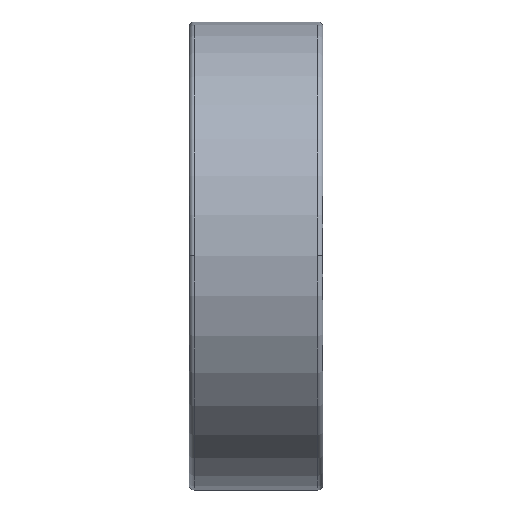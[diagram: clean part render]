
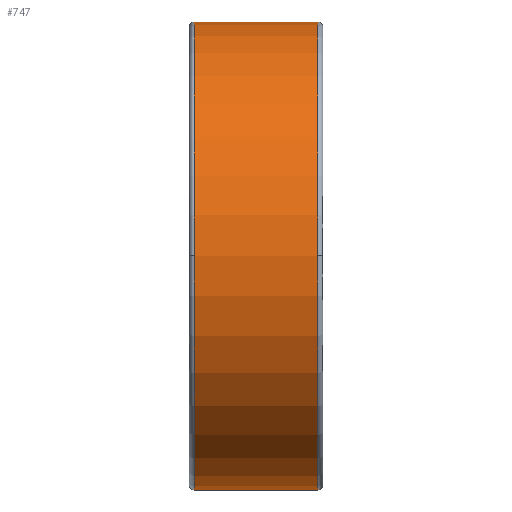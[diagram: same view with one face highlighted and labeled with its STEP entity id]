
A CAD part, top view. The second image highlights one B-rep face of the part: STEP entity #747.
In plain terms, the highlighted cylindrical face has radius 14 mm (diameter 28 mm), a partial arc.
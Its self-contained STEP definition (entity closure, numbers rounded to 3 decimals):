
#8 = EDGE_CURVE ( 'NONE', #721, #771, #626, .T. ) ;
#49 = CARTESIAN_POINT ( 'NONE',  ( 7.7, -14., 0. ) ) ;
#74 = ORIENTED_EDGE ( 'NONE', *, *, #889, .T. ) ;
#81 = FACE_OUTER_BOUND ( 'NONE', #709, .T. ) ;
#97 = DIRECTION ( 'NONE',  ( 1., 0., 0. ) ) ;
#131 = CARTESIAN_POINT ( 'NONE',  ( 7.7, 14., 0. ) ) ;
#140 = LINE ( 'NONE', #561, #350 ) ;
#148 = VECTOR ( 'NONE', #410, 1000. ) ;
#162 = VERTEX_POINT ( 'NONE', #611 ) ;
#182 = VERTEX_POINT ( 'NONE', #331 ) ;
#186 = AXIS2_PLACEMENT_3D ( 'NONE', #842, #572, #704 ) ;
#189 = AXIS2_PLACEMENT_3D ( 'NONE', #522, #324, #808 ) ;
#193 = DIRECTION ( 'NONE',  ( 0., 1., 0. ) ) ;
#195 = ORIENTED_EDGE ( 'NONE', *, *, #569, .T. ) ;
#214 = CARTESIAN_POINT ( 'NONE',  ( 7.7, 0., 14. ) ) ;
#216 = CIRCLE ( 'NONE', #589, 14. ) ;
#242 = ORIENTED_EDGE ( 'NONE', *, *, #8, .F. ) ;
#244 = CIRCLE ( 'NONE', #471, 14. ) ;
#265 = ORIENTED_EDGE ( 'NONE', *, *, #632, .T. ) ;
#282 = EDGE_CURVE ( 'NONE', #771, #527, #216, .T. ) ;
#288 = ORIENTED_EDGE ( 'NONE', *, *, #282, .F. ) ;
#289 = CYLINDRICAL_SURFACE ( 'NONE', #186, 14. ) ;
#324 = DIRECTION ( 'NONE',  ( 1., 0., 0. ) ) ;
#328 = CARTESIAN_POINT ( 'NONE',  ( 0.3, 0., 0. ) ) ;
#331 = CARTESIAN_POINT ( 'NONE',  ( 0.3, 0., 14. ) ) ;
#350 = VECTOR ( 'NONE', #633, 1000. ) ;
#401 = LINE ( 'NONE', #834, #148 ) ;
#410 = DIRECTION ( 'NONE',  ( -1., 0., 0. ) ) ;
#412 = CIRCLE ( 'NONE', #530, 14. ) ;
#471 = AXIS2_PLACEMENT_3D ( 'NONE', #701, #496, #781 ) ;
#496 = DIRECTION ( 'NONE',  ( 1., 0., 0. ) ) ;
#522 = CARTESIAN_POINT ( 'NONE',  ( 7.7, 0., 0. ) ) ;
#527 = VERTEX_POINT ( 'NONE', #49 ) ;
#530 = AXIS2_PLACEMENT_3D ( 'NONE', #328, #824, #193 ) ;
#536 = CARTESIAN_POINT ( 'NONE',  ( 0.3, -14., 0. ) ) ;
#561 = CARTESIAN_POINT ( 'NONE',  ( 4., -14., 0. ) ) ;
#569 = EDGE_CURVE ( 'NONE', #182, #648, #412, .T. ) ;
#572 = DIRECTION ( 'NONE',  ( -1., 0., 0. ) ) ;
#589 = AXIS2_PLACEMENT_3D ( 'NONE', #668, #97, #870 ) ;
#611 = CARTESIAN_POINT ( 'NONE',  ( 0.3, 14., 0. ) ) ;
#626 = CIRCLE ( 'NONE', #189, 14. ) ;
#632 = EDGE_CURVE ( 'NONE', #721, #162, #401, .T. ) ;
#633 = DIRECTION ( 'NONE',  ( -1., 0., 0. ) ) ;
#648 = VERTEX_POINT ( 'NONE', #536 ) ;
#668 = CARTESIAN_POINT ( 'NONE',  ( 7.7, 0., 0. ) ) ;
#701 = CARTESIAN_POINT ( 'NONE',  ( 0.3, 0., 0. ) ) ;
#704 = DIRECTION ( 'NONE',  ( 0., 1., 0. ) ) ;
#709 = EDGE_LOOP ( 'NONE', ( #846, #288, #242, #265, #74, #195 ) ) ;
#721 = VERTEX_POINT ( 'NONE', #131 ) ;
#736 = EDGE_CURVE ( 'NONE', #527, #648, #140, .T. ) ;
#747 = ADVANCED_FACE ( 'NONE', ( #81 ), #289, .T. ) ;
#771 = VERTEX_POINT ( 'NONE', #214 ) ;
#781 = DIRECTION ( 'NONE',  ( 0., 1., 0. ) ) ;
#808 = DIRECTION ( 'NONE',  ( 0., 1., 0. ) ) ;
#824 = DIRECTION ( 'NONE',  ( 1., 0., 0. ) ) ;
#834 = CARTESIAN_POINT ( 'NONE',  ( 4., 14., 0. ) ) ;
#842 = CARTESIAN_POINT ( 'NONE',  ( 4., 0., 0. ) ) ;
#846 = ORIENTED_EDGE ( 'NONE', *, *, #736, .F. ) ;
#870 = DIRECTION ( 'NONE',  ( 0., 1., 0. ) ) ;
#889 = EDGE_CURVE ( 'NONE', #162, #182, #244, .T. ) ;
